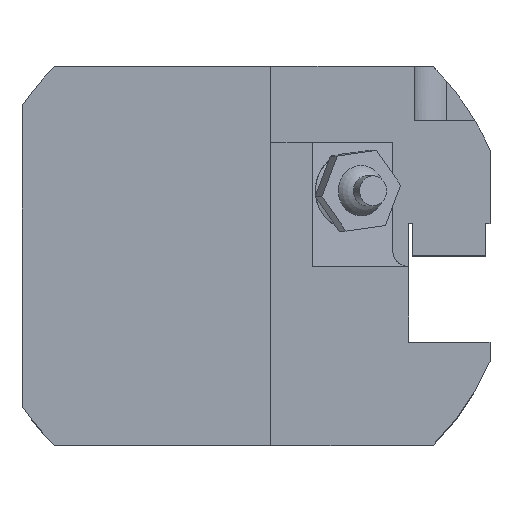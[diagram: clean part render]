
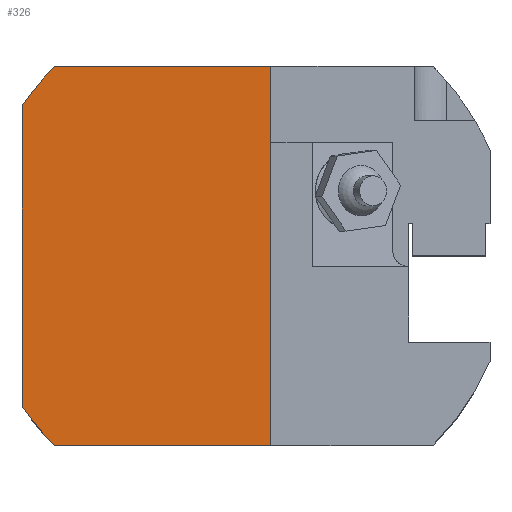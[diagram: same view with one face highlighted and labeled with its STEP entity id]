
A CAD part, top view. The second image highlights one B-rep face of the part: STEP entity #326.
In plain terms, the highlighted planar face has unit normal (0, 0, 1).
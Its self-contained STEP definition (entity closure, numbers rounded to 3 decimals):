
#50=PLANE('',#1048);
#90=FACE_OUTER_BOUND('',#441,.T.);
#162=LINE('',#1515,#257);
#163=LINE('',#1517,#258);
#164=LINE('',#1519,#259);
#165=LINE('',#1523,#260);
#257=VECTOR('',#1212,1.);
#258=VECTOR('',#1213,1.);
#259=VECTOR('',#1214,1.);
#260=VECTOR('',#1217,1.);
#326=ADVANCED_FACE('',(#90),#50,.T.);
#441=EDGE_LOOP('',(#571,#572,#573,#574,#575,#576));
#571=ORIENTED_EDGE('',*,*,#908,.F.);
#572=ORIENTED_EDGE('',*,*,#909,.F.);
#573=ORIENTED_EDGE('',*,*,#910,.F.);
#574=ORIENTED_EDGE('',*,*,#911,.T.);
#575=ORIENTED_EDGE('',*,*,#912,.F.);
#576=ORIENTED_EDGE('',*,*,#913,.T.);
#810=VERTEX_POINT('',#1513);
#811=VERTEX_POINT('',#1514);
#812=VERTEX_POINT('',#1516);
#813=VERTEX_POINT('',#1518);
#814=VERTEX_POINT('',#1520);
#815=VERTEX_POINT('',#1522);
#908=EDGE_CURVE('',#810,#811,#999,.T.);
#909=EDGE_CURVE('',#812,#810,#162,.T.);
#910=EDGE_CURVE('',#813,#812,#163,.T.);
#911=EDGE_CURVE('',#813,#814,#164,.T.);
#912=EDGE_CURVE('',#815,#814,#1000,.T.);
#913=EDGE_CURVE('',#815,#811,#165,.T.);
#999=CIRCLE('',#1046,49.5);
#1000=CIRCLE('',#1047,49.5);
#1046=AXIS2_PLACEMENT_3D('',#1512,#1210,#1211);
#1047=AXIS2_PLACEMENT_3D('',#1521,#1215,#1216);
#1048=AXIS2_PLACEMENT_3D('',#1524,#1218,#1219);
#1210=DIRECTION('',(0.,0.,-1.));
#1211=DIRECTION('',(1.,0.,0.));
#1212=DIRECTION('',(-1.,0.,0.));
#1213=DIRECTION('',(0.,-1.,0.));
#1214=DIRECTION('',(-1.,0.,0.));
#1215=DIRECTION('',(0.,0.,-1.));
#1216=DIRECTION('',(1.,0.,0.));
#1217=DIRECTION('',(0.,-1.,0.));
#1218=DIRECTION('',(0.,0.,1.));
#1219=DIRECTION('',(1.,0.,0.));
#1512=CARTESIAN_POINT('',(0.,0.,22.));
#1513=CARTESIAN_POINT('',(-35.004,-35.,22.));
#1514=CARTESIAN_POINT('',(-41.,-27.735,22.));
#1515=CARTESIAN_POINT('',(5.,-35.,22.));
#1516=CARTESIAN_POINT('',(5.,-35.,22.));
#1517=CARTESIAN_POINT('',(5.,35.,22.));
#1518=CARTESIAN_POINT('',(5.,35.,22.));
#1519=CARTESIAN_POINT('',(5.,35.,22.));
#1520=CARTESIAN_POINT('',(-35.004,35.,22.));
#1521=CARTESIAN_POINT('',(0.,0.,22.));
#1522=CARTESIAN_POINT('',(-41.,27.735,22.));
#1523=CARTESIAN_POINT('',(-41.,35.,22.));
#1524=CARTESIAN_POINT('',(5.,35.,22.));
